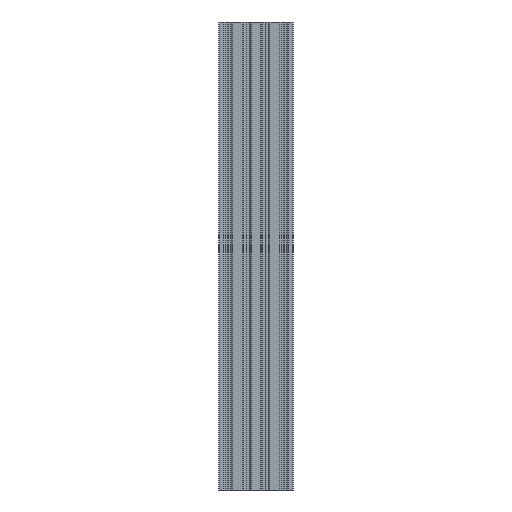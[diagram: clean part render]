
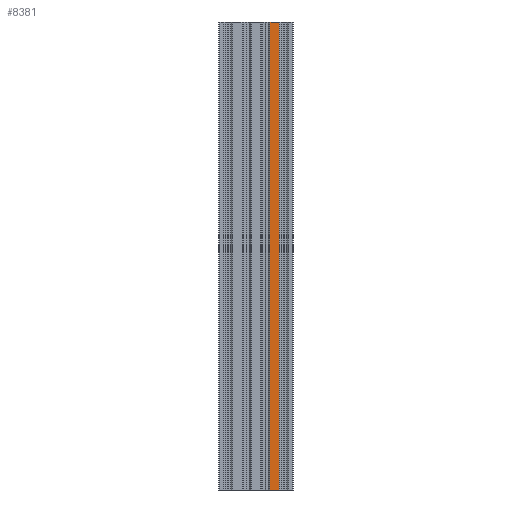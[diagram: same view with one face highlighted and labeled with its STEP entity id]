
A CAD part, front view. The second image highlights one B-rep face of the part: STEP entity #8381.
In plain terms, the highlighted planar face has unit normal (0, -1, 0).
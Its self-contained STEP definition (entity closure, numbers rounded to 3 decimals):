
#255=PLANE('',#8957);
#649=FACE_OUTER_BOUND('',#1072,.T.);
#1072=EDGE_LOOP('',(#7095,#7096,#7097,#7098));
#1273=LINE('',#11497,#2335);
#2052=LINE('',#13312,#3114);
#2053=LINE('',#13315,#3115);
#2054=LINE('',#13316,#3116);
#2335=VECTOR('',#9215,10.);
#3114=VECTOR('',#10814,10.);
#3115=VECTOR('',#10817,10.);
#3116=VECTOR('',#10818,10.);
#3584=VERTEX_POINT('',#11494);
#3585=VERTEX_POINT('',#11496);
#4211=VERTEX_POINT('',#13310);
#4212=VERTEX_POINT('',#13314);
#4406=EDGE_CURVE('',#3585,#3584,#1273,.T.);
#5314=EDGE_CURVE('',#3584,#4211,#2052,.T.);
#5315=EDGE_CURVE('',#4212,#4211,#2053,.T.);
#5316=EDGE_CURVE('',#3585,#4212,#2054,.T.);
#7095=ORIENTED_EDGE('',*,*,#4406,.T.);
#7096=ORIENTED_EDGE('',*,*,#5314,.T.);
#7097=ORIENTED_EDGE('',*,*,#5315,.F.);
#7098=ORIENTED_EDGE('',*,*,#5316,.F.);
#8381=ADVANCED_FACE('',(#649),#255,.T.);
#8957=AXIS2_PLACEMENT_3D('',#13313,#10815,#10816);
#9215=DIRECTION('',(1.,0.,0.));
#10814=DIRECTION('',(0.,0.,1.));
#10815=DIRECTION('center_axis',(0.,-1.,0.));
#10816=DIRECTION('ref_axis',(1.,0.,0.));
#10817=DIRECTION('',(1.,0.,0.));
#10818=DIRECTION('',(0.,0.,1.));
#11494=CARTESIAN_POINT('',(25.1,-20.,0.));
#11496=CARTESIAN_POINT('',(14.9,-20.,0.));
#11497=CARTESIAN_POINT('',(14.9,-20.,0.));
#13310=CARTESIAN_POINT('',(25.1,-20.,500.));
#13312=CARTESIAN_POINT('',(25.1,-20.,0.));
#13313=CARTESIAN_POINT('Origin',(14.9,-20.,0.));
#13314=CARTESIAN_POINT('',(14.9,-20.,500.));
#13315=CARTESIAN_POINT('',(14.9,-20.,500.));
#13316=CARTESIAN_POINT('',(14.9,-20.,0.));
